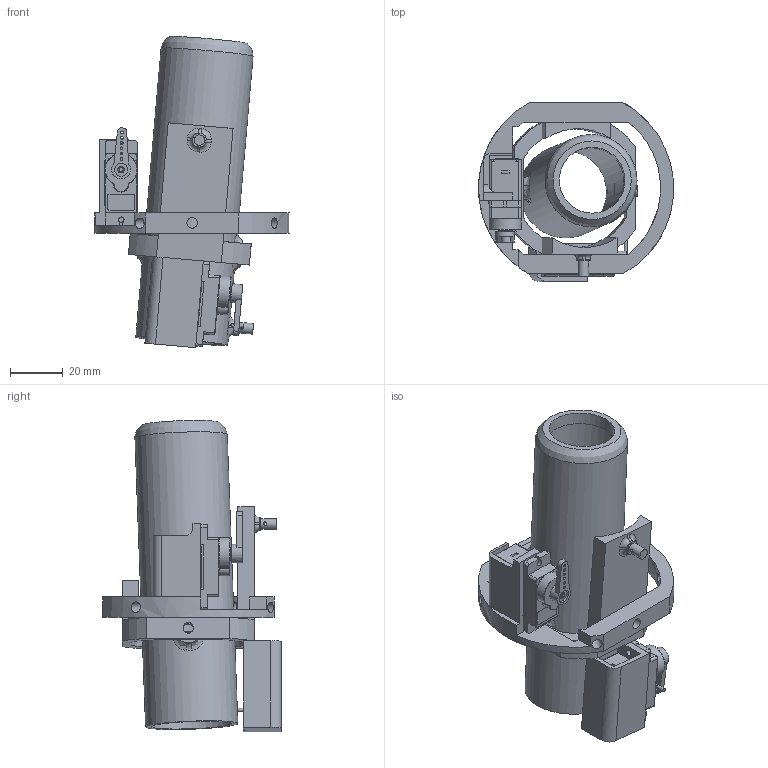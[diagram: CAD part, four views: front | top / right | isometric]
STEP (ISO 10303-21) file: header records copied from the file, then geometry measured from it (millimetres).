
FILE_DESCRIPTION(/* description */ ('STEP AP242','CAx-IF Rec.Pracs.---Representation and Presentation of Product Manufacturing Information (PMI)---4.0---2014-10-13','CAx-IF Rec.Pracs.---3D Tessellated Geometry---0.4---2014-09-14','2;1'),/* implementation_level */ '2;1');
FILE_NAME(/* name */ '66c7a3118590961f6739bdb5',/* time_stamp */ '2024-08-22T20:44:01Z',/* author */ (''),/* organization */ (''),/* preprocessor_version */ 'ST-DEVELOPER v20',/* originating_system */ ' ',/* authorisation */ ' ');
FILE_SCHEMA (('AP242_MANAGED_MODEL_BASED_3D_ENGINEERING_MIM_LF { 1 0 10303 442 1 1 4 }'));
Length unit declared in the file: metre
Products named in the file (10): Assembly 1; Part 3; Part 1; Part 2
Assembly tree (14 placements, depth 2):
  Assembly 1
    Part 3  x2
    Part 1  x2
    Part 2  x2
    Part 1  x2
    Part 1
    Part 1
    Part 1
    Part 1  x2
    Part 1
Bounding box: 73.84 x 67.8 x 117.96 mm (x, y, z)
Volume: 64614.7 mm3; surface area: 52454.2 mm2
Topology: 14 solids, 14 shells, 1397 faces, 4829 edges, 3698 vertices
Faces by surface type: plane 933, cylinder 337, torus 62, bspline 59, sphere 4, cone 2
Full cylindrical faces by diameter (mm): 0.2 x2, 0.5 x2, 1 x12, 1.3 x5, 1.6 x4, 1.8 x8, 2 x14, 2.2 x2, 2.49 x2, 4 x10, 4.2 x4, 4.75 x2, 4.95 x2, 5 x2, 7.07 x2, 25 x1, 31 x1, 35 x1
Entity records: 35795 total; most frequent: CARTESIAN_POINT 11936, ORIENTED_EDGE 5112, DIRECTION 4165, EDGE_CURVE 2556, VERTEX_POINT 1969, LINE 1445, VECTOR 1445, AXIS2_PLACEMENT_3D 1360
